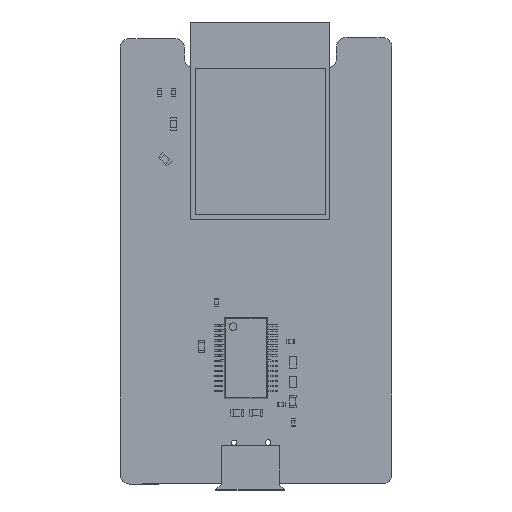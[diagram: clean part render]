
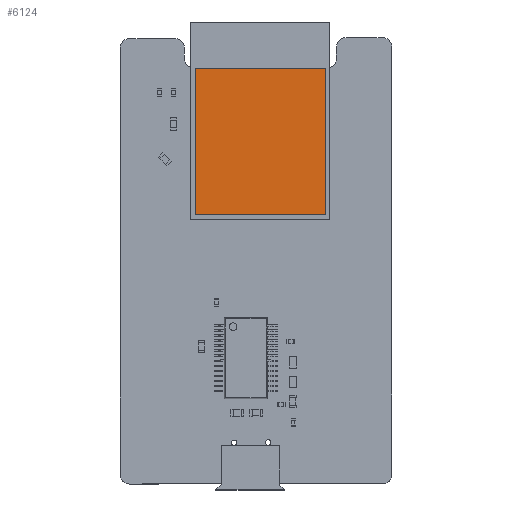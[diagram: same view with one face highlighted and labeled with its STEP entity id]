
A CAD part, top view. The second image highlights one B-rep face of the part: STEP entity #6124.
In plain terms, the highlighted planar face has unit normal (0, 0, 1).
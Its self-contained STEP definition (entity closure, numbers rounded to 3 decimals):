
#5810 = VERTEX_POINT('',#5811);
#5811 = CARTESIAN_POINT('',(-8.446,-9.462,1.2));
#5818 = PLANE('',#5819);
#5819 = AXIS2_PLACEMENT_3D('',#5820,#5821,#5822);
#5820 = CARTESIAN_POINT('',(-8.446,-9.462,0.));
#5821 = DIRECTION('',(-1.,0.,0.));
#5822 = DIRECTION('',(0.,1.,0.));
#5830 = PLANE('',#5831);
#5831 = AXIS2_PLACEMENT_3D('',#5832,#5833,#5834);
#5832 = CARTESIAN_POINT('',(8.446,-9.462,0.));
#5833 = DIRECTION('',(0.,-1.,0.));
#5834 = DIRECTION('',(-1.,0.,0.));
#5842 = EDGE_CURVE('',#5810,#5843,#5845,.T.);
#5843 = VERTEX_POINT('',#5844);
#5844 = CARTESIAN_POINT('',(-8.446,9.462,1.2));
#5845 = SURFACE_CURVE('',#5846,(#5850,#5857),.PCURVE_S1.);
#5846 = LINE('',#5847,#5848);
#5847 = CARTESIAN_POINT('',(-8.446,-9.462,1.2));
#5848 = VECTOR('',#5849,1.);
#5849 = DIRECTION('',(0.,1.,0.));
#5850 = PCURVE('',#5818,#5851);
#5851 = DEFINITIONAL_REPRESENTATION('',(#5852),#5856);
#5852 = LINE('',#5853,#5854);
#5853 = CARTESIAN_POINT('',(0.,-1.2));
#5854 = VECTOR('',#5855,1.);
#5855 = DIRECTION('',(1.,0.));
#5856 = ( GEOMETRIC_REPRESENTATION_CONTEXT(2) 
PARAMETRIC_REPRESENTATION_CONTEXT() REPRESENTATION_CONTEXT('2D SPACE',''
  ) );
#5857 = PCURVE('',#5858,#5863);
#5858 = PLANE('',#5859);
#5859 = AXIS2_PLACEMENT_3D('',#5860,#5861,#5862);
#5860 = CARTESIAN_POINT('',(-8.446,-9.462,1.2));
#5861 = DIRECTION('',(0.,0.,1.));
#5862 = DIRECTION('',(1.,0.,0.));
#5863 = DEFINITIONAL_REPRESENTATION('',(#5864),#5868);
#5864 = LINE('',#5865,#5866);
#5865 = CARTESIAN_POINT('',(0.,0.));
#5866 = VECTOR('',#5867,1.);
#5867 = DIRECTION('',(0.,1.));
#5868 = ( GEOMETRIC_REPRESENTATION_CONTEXT(2) 
PARAMETRIC_REPRESENTATION_CONTEXT() REPRESENTATION_CONTEXT('2D SPACE',''
  ) );
#5886 = PLANE('',#5887);
#5887 = AXIS2_PLACEMENT_3D('',#5888,#5889,#5890);
#5888 = CARTESIAN_POINT('',(-8.446,9.462,0.));
#5889 = DIRECTION('',(0.,1.,0.));
#5890 = DIRECTION('',(1.,0.,0.));
#5928 = EDGE_CURVE('',#5843,#5929,#5931,.T.);
#5929 = VERTEX_POINT('',#5930);
#5930 = CARTESIAN_POINT('',(8.446,9.462,1.2));
#5931 = SURFACE_CURVE('',#5932,(#5936,#5943),.PCURVE_S1.);
#5932 = LINE('',#5933,#5934);
#5933 = CARTESIAN_POINT('',(-8.446,9.462,1.2));
#5934 = VECTOR('',#5935,1.);
#5935 = DIRECTION('',(1.,0.,0.));
#5936 = PCURVE('',#5886,#5937);
#5937 = DEFINITIONAL_REPRESENTATION('',(#5938),#5942);
#5938 = LINE('',#5939,#5940);
#5939 = CARTESIAN_POINT('',(0.,-1.2));
#5940 = VECTOR('',#5941,1.);
#5941 = DIRECTION('',(1.,0.));
#5942 = ( GEOMETRIC_REPRESENTATION_CONTEXT(2) 
PARAMETRIC_REPRESENTATION_CONTEXT() REPRESENTATION_CONTEXT('2D SPACE',''
  ) );
#5943 = PCURVE('',#5858,#5944);
#5944 = DEFINITIONAL_REPRESENTATION('',(#5945),#5949);
#5945 = LINE('',#5946,#5947);
#5946 = CARTESIAN_POINT('',(0.,18.923));
#5947 = VECTOR('',#5948,1.);
#5948 = DIRECTION('',(1.,0.));
#5949 = ( GEOMETRIC_REPRESENTATION_CONTEXT(2) 
PARAMETRIC_REPRESENTATION_CONTEXT() REPRESENTATION_CONTEXT('2D SPACE',''
  ) );
#5967 = PLANE('',#5968);
#5968 = AXIS2_PLACEMENT_3D('',#5969,#5970,#5971);
#5969 = CARTESIAN_POINT('',(8.446,9.462,0.));
#5970 = DIRECTION('',(1.,0.,0.));
#5971 = DIRECTION('',(0.,-1.,0.));
#6004 = EDGE_CURVE('',#5929,#6005,#6007,.T.);
#6005 = VERTEX_POINT('',#6006);
#6006 = CARTESIAN_POINT('',(8.446,-9.462,1.2));
#6007 = SURFACE_CURVE('',#6008,(#6012,#6019),.PCURVE_S1.);
#6008 = LINE('',#6009,#6010);
#6009 = CARTESIAN_POINT('',(8.446,9.462,1.2));
#6010 = VECTOR('',#6011,1.);
#6011 = DIRECTION('',(0.,-1.,0.));
#6012 = PCURVE('',#5967,#6013);
#6013 = DEFINITIONAL_REPRESENTATION('',(#6014),#6018);
#6014 = LINE('',#6015,#6016);
#6015 = CARTESIAN_POINT('',(0.,-1.2));
#6016 = VECTOR('',#6017,1.);
#6017 = DIRECTION('',(1.,0.));
#6018 = ( GEOMETRIC_REPRESENTATION_CONTEXT(2) 
PARAMETRIC_REPRESENTATION_CONTEXT() REPRESENTATION_CONTEXT('2D SPACE',''
  ) );
#6019 = PCURVE('',#5858,#6020);
#6020 = DEFINITIONAL_REPRESENTATION('',(#6021),#6025);
#6021 = LINE('',#6022,#6023);
#6022 = CARTESIAN_POINT('',(16.891,18.923));
#6023 = VECTOR('',#6024,1.);
#6024 = DIRECTION('',(0.,-1.));
#6025 = ( GEOMETRIC_REPRESENTATION_CONTEXT(2) 
PARAMETRIC_REPRESENTATION_CONTEXT() REPRESENTATION_CONTEXT('2D SPACE',''
  ) );
#6075 = EDGE_CURVE('',#6005,#5810,#6076,.T.);
#6076 = SURFACE_CURVE('',#6077,(#6081,#6088),.PCURVE_S1.);
#6077 = LINE('',#6078,#6079);
#6078 = CARTESIAN_POINT('',(8.446,-9.462,1.2));
#6079 = VECTOR('',#6080,1.);
#6080 = DIRECTION('',(-1.,0.,0.));
#6081 = PCURVE('',#5830,#6082);
#6082 = DEFINITIONAL_REPRESENTATION('',(#6083),#6087);
#6083 = LINE('',#6084,#6085);
#6084 = CARTESIAN_POINT('',(0.,-1.2));
#6085 = VECTOR('',#6086,1.);
#6086 = DIRECTION('',(1.,0.));
#6087 = ( GEOMETRIC_REPRESENTATION_CONTEXT(2) 
PARAMETRIC_REPRESENTATION_CONTEXT() REPRESENTATION_CONTEXT('2D SPACE',''
  ) );
#6088 = PCURVE('',#5858,#6089);
#6089 = DEFINITIONAL_REPRESENTATION('',(#6090),#6094);
#6090 = LINE('',#6091,#6092);
#6091 = CARTESIAN_POINT('',(16.891,0.));
#6092 = VECTOR('',#6093,1.);
#6093 = DIRECTION('',(-1.,0.));
#6094 = ( GEOMETRIC_REPRESENTATION_CONTEXT(2) 
PARAMETRIC_REPRESENTATION_CONTEXT() REPRESENTATION_CONTEXT('2D SPACE',''
  ) );
#6124 = ADVANCED_FACE('',(#6125),#5858,.T.);
#6125 = FACE_BOUND('',#6126,.F.);
#6126 = EDGE_LOOP('',(#6127,#6128,#6129,#6130));
#6127 = ORIENTED_EDGE('',*,*,#5842,.T.);
#6128 = ORIENTED_EDGE('',*,*,#5928,.T.);
#6129 = ORIENTED_EDGE('',*,*,#6004,.T.);
#6130 = ORIENTED_EDGE('',*,*,#6075,.T.);
